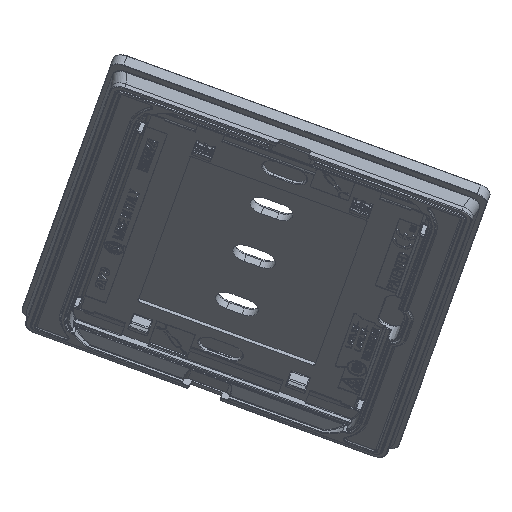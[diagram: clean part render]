
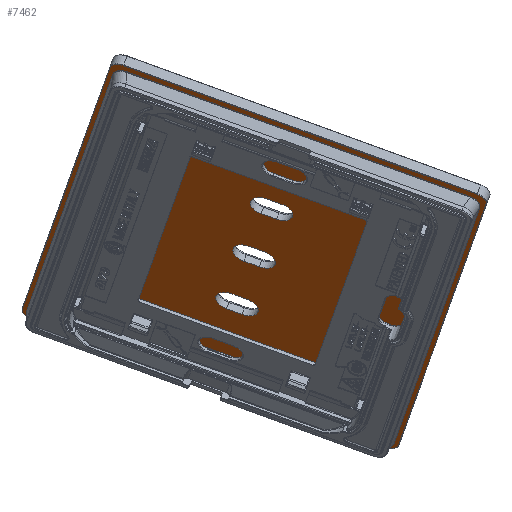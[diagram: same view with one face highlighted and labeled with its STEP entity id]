
A CAD part, left-side view. The second image highlights one B-rep face of the part: STEP entity #7462.
In plain terms, the highlighted face is planar.
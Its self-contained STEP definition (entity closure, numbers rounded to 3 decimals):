
#7289=CARTESIAN_POINT('Axis2P3D Location',(0.,0.,0.)) ;
#7294=CARTESIAN_POINT('Line Origine',(0.,48.9,0.)) ;
#7298=CARTESIAN_POINT('Vertex',(-57.,48.9,0.)) ;
#7300=CARTESIAN_POINT('Vertex',(57.,48.9,0.)) ;
#7303=CARTESIAN_POINT('Axis2P3D Location',(57.,46.,0.)) ;
#7307=CARTESIAN_POINT('Vertex',(59.9,46.,0.)) ;
#7310=CARTESIAN_POINT('Line Origine',(59.9,0.,0.)) ;
#7314=CARTESIAN_POINT('Vertex',(59.9,-46.,0.)) ;
#7317=CARTESIAN_POINT('Axis2P3D Location',(57.,-46.,0.)) ;
#7321=CARTESIAN_POINT('Vertex',(57.,-48.9,0.)) ;
#7324=CARTESIAN_POINT('Line Origine',(0.,-48.9,0.)) ;
#7328=CARTESIAN_POINT('Vertex',(-57.,-48.9,0.)) ;
#7331=CARTESIAN_POINT('Axis2P3D Location',(-57.,-46.,0.)) ;
#7335=CARTESIAN_POINT('Vertex',(-59.9,-46.,0.)) ;
#7338=CARTESIAN_POINT('Line Origine',(-59.9,0.,0.)) ;
#7342=CARTESIAN_POINT('Vertex',(-59.9,46.,0.)) ;
#7345=CARTESIAN_POINT('Axis2P3D Location',(-57.,46.,0.)) ;
#7360=CARTESIAN_POINT('Line Origine',(26.,0.,0.)) ;
#7364=CARTESIAN_POINT('Vertex',(26.,2.,0.)) ;
#7366=CARTESIAN_POINT('Vertex',(26.,-2.,0.)) ;
#7369=CARTESIAN_POINT('Axis2P3D Location',(22.5,2.,0.)) ;
#7373=CARTESIAN_POINT('Vertex',(19.,2.,0.)) ;
#7376=CARTESIAN_POINT('Line Origine',(19.,0.,0.)) ;
#7380=CARTESIAN_POINT('Vertex',(19.,-2.,0.)) ;
#7383=CARTESIAN_POINT('Axis2P3D Location',(22.5,-2.,0.)) ;
#7394=CARTESIAN_POINT('Line Origine',(3.5,0.,0.)) ;
#7398=CARTESIAN_POINT('Vertex',(3.5,2.,0.)) ;
#7400=CARTESIAN_POINT('Vertex',(3.5,-2.,0.)) ;
#7403=CARTESIAN_POINT('Axis2P3D Location',(0.,2.,0.)) ;
#7407=CARTESIAN_POINT('Vertex',(-3.5,2.,0.)) ;
#7410=CARTESIAN_POINT('Line Origine',(-3.5,0.,0.)) ;
#7414=CARTESIAN_POINT('Vertex',(-3.5,-2.,0.)) ;
#7417=CARTESIAN_POINT('Axis2P3D Location',(0.,-2.,0.)) ;
#7428=CARTESIAN_POINT('Line Origine',(-19.,0.,0.)) ;
#7432=CARTESIAN_POINT('Vertex',(-19.,2.,0.)) ;
#7434=CARTESIAN_POINT('Vertex',(-19.,-2.,0.)) ;
#7437=CARTESIAN_POINT('Axis2P3D Location',(-22.5,2.,0.)) ;
#7441=CARTESIAN_POINT('Vertex',(-26.,2.,0.)) ;
#7444=CARTESIAN_POINT('Line Origine',(-26.,0.,0.)) ;
#7448=CARTESIAN_POINT('Vertex',(-26.,-2.,0.)) ;
#7451=CARTESIAN_POINT('Axis2P3D Location',(-22.5,-2.,0.)) ;
#7290=DIRECTION('Axis2P3D Direction',(-0.,0.,1.)) ;
#7291=DIRECTION('Axis2P3D XDirection',(0.,-1.,0.)) ;
#7295=DIRECTION('Vector Direction',(1.,0.,0.)) ;
#7304=DIRECTION('Axis2P3D Direction',(-0.,0.,1.)) ;
#7311=DIRECTION('Vector Direction',(0.,-1.,0.)) ;
#7318=DIRECTION('Axis2P3D Direction',(-0.,0.,1.)) ;
#7325=DIRECTION('Vector Direction',(1.,0.,0.)) ;
#7332=DIRECTION('Axis2P3D Direction',(-0.,0.,1.)) ;
#7339=DIRECTION('Vector Direction',(0.,-1.,0.)) ;
#7346=DIRECTION('Axis2P3D Direction',(-0.,0.,1.)) ;
#7361=DIRECTION('Vector Direction',(0.,-1.,0.)) ;
#7370=DIRECTION('Axis2P3D Direction',(-0.,0.,1.)) ;
#7377=DIRECTION('Vector Direction',(0.,1.,0.)) ;
#7384=DIRECTION('Axis2P3D Direction',(-0.,0.,1.)) ;
#7395=DIRECTION('Vector Direction',(0.,-1.,0.)) ;
#7404=DIRECTION('Axis2P3D Direction',(-0.,0.,1.)) ;
#7411=DIRECTION('Vector Direction',(0.,1.,0.)) ;
#7418=DIRECTION('Axis2P3D Direction',(-0.,0.,1.)) ;
#7429=DIRECTION('Vector Direction',(0.,-1.,0.)) ;
#7438=DIRECTION('Axis2P3D Direction',(-0.,0.,1.)) ;
#7445=DIRECTION('Vector Direction',(0.,1.,0.)) ;
#7452=DIRECTION('Axis2P3D Direction',(-0.,0.,1.)) ;
#7292=AXIS2_PLACEMENT_3D('Plane Axis2P3D',#7289,#7290,#7291) ;
#7305=AXIS2_PLACEMENT_3D('Circle Axis2P3D',#7303,#7304,$) ;
#7319=AXIS2_PLACEMENT_3D('Circle Axis2P3D',#7317,#7318,$) ;
#7333=AXIS2_PLACEMENT_3D('Circle Axis2P3D',#7331,#7332,$) ;
#7347=AXIS2_PLACEMENT_3D('Circle Axis2P3D',#7345,#7346,$) ;
#7371=AXIS2_PLACEMENT_3D('Circle Axis2P3D',#7369,#7370,$) ;
#7385=AXIS2_PLACEMENT_3D('Circle Axis2P3D',#7383,#7384,$) ;
#7405=AXIS2_PLACEMENT_3D('Circle Axis2P3D',#7403,#7404,$) ;
#7419=AXIS2_PLACEMENT_3D('Circle Axis2P3D',#7417,#7418,$) ;
#7439=AXIS2_PLACEMENT_3D('Circle Axis2P3D',#7437,#7438,$) ;
#7453=AXIS2_PLACEMENT_3D('Circle Axis2P3D',#7451,#7452,$) ;
#7351=ORIENTED_EDGE('',*,*,#7302,.T.) ;
#7352=ORIENTED_EDGE('',*,*,#7309,.T.) ;
#7353=ORIENTED_EDGE('',*,*,#7316,.T.) ;
#7354=ORIENTED_EDGE('',*,*,#7323,.T.) ;
#7355=ORIENTED_EDGE('',*,*,#7330,.T.) ;
#7356=ORIENTED_EDGE('',*,*,#7337,.T.) ;
#7357=ORIENTED_EDGE('',*,*,#7344,.T.) ;
#7358=ORIENTED_EDGE('',*,*,#7349,.T.) ;
#7389=ORIENTED_EDGE('',*,*,#7368,.F.) ;
#7390=ORIENTED_EDGE('',*,*,#7375,.T.) ;
#7391=ORIENTED_EDGE('',*,*,#7382,.F.) ;
#7392=ORIENTED_EDGE('',*,*,#7387,.T.) ;
#7423=ORIENTED_EDGE('',*,*,#7402,.F.) ;
#7424=ORIENTED_EDGE('',*,*,#7409,.T.) ;
#7425=ORIENTED_EDGE('',*,*,#7416,.F.) ;
#7426=ORIENTED_EDGE('',*,*,#7421,.T.) ;
#7457=ORIENTED_EDGE('',*,*,#7436,.F.) ;
#7458=ORIENTED_EDGE('',*,*,#7443,.T.) ;
#7459=ORIENTED_EDGE('',*,*,#7450,.F.) ;
#7460=ORIENTED_EDGE('',*,*,#7455,.T.) ;
#7393=FACE_BOUND('',#7388,.T.) ;
#7427=FACE_BOUND('',#7422,.T.) ;
#7461=FACE_BOUND('',#7456,.T.) ;
#7296=VECTOR('Line Direction',#7295,1.) ;
#7312=VECTOR('Line Direction',#7311,1.) ;
#7326=VECTOR('Line Direction',#7325,1.) ;
#7340=VECTOR('Line Direction',#7339,1.) ;
#7362=VECTOR('Line Direction',#7361,1.) ;
#7378=VECTOR('Line Direction',#7377,1.) ;
#7396=VECTOR('Line Direction',#7395,1.) ;
#7412=VECTOR('Line Direction',#7411,1.) ;
#7430=VECTOR('Line Direction',#7429,1.) ;
#7446=VECTOR('Line Direction',#7445,1.) ;
#7462=ADVANCED_FACE('PartBody',(#7359,#7393,#7427,#7461),#7293,.F.) ;
#7306=CIRCLE('generated circle',#7305,2.9) ;
#7320=CIRCLE('generated circle',#7319,2.9) ;
#7334=CIRCLE('generated circle',#7333,2.9) ;
#7348=CIRCLE('generated circle',#7347,2.9) ;
#7372=CIRCLE('generated circle',#7371,3.5) ;
#7386=CIRCLE('generated circle',#7385,3.5) ;
#7406=CIRCLE('generated circle',#7405,3.5) ;
#7420=CIRCLE('generated circle',#7419,3.5) ;
#7440=CIRCLE('generated circle',#7439,3.5) ;
#7454=CIRCLE('generated circle',#7453,3.5) ;
#7302=EDGE_CURVE('',#7299,#7301,#7297,.T.) ;
#7309=EDGE_CURVE('',#7301,#7308,#7306,.F.) ;
#7316=EDGE_CURVE('',#7308,#7315,#7313,.T.) ;
#7323=EDGE_CURVE('',#7315,#7322,#7320,.F.) ;
#7330=EDGE_CURVE('',#7322,#7329,#7327,.F.) ;
#7337=EDGE_CURVE('',#7329,#7336,#7334,.F.) ;
#7344=EDGE_CURVE('',#7336,#7343,#7341,.F.) ;
#7349=EDGE_CURVE('',#7343,#7299,#7348,.F.) ;
#7368=EDGE_CURVE('',#7365,#7367,#7363,.T.) ;
#7375=EDGE_CURVE('',#7365,#7374,#7372,.T.) ;
#7382=EDGE_CURVE('',#7381,#7374,#7379,.T.) ;
#7387=EDGE_CURVE('',#7381,#7367,#7386,.T.) ;
#7402=EDGE_CURVE('',#7399,#7401,#7397,.T.) ;
#7409=EDGE_CURVE('',#7399,#7408,#7406,.T.) ;
#7416=EDGE_CURVE('',#7415,#7408,#7413,.T.) ;
#7421=EDGE_CURVE('',#7415,#7401,#7420,.T.) ;
#7436=EDGE_CURVE('',#7433,#7435,#7431,.T.) ;
#7443=EDGE_CURVE('',#7433,#7442,#7440,.T.) ;
#7450=EDGE_CURVE('',#7449,#7442,#7447,.T.) ;
#7455=EDGE_CURVE('',#7449,#7435,#7454,.T.) ;
#7350=EDGE_LOOP('',(#7351,#7352,#7353,#7354,#7355,#7356,#7357,#7358)) ;
#7388=EDGE_LOOP('',(#7389,#7390,#7391,#7392)) ;
#7422=EDGE_LOOP('',(#7423,#7424,#7425,#7426)) ;
#7456=EDGE_LOOP('',(#7457,#7458,#7459,#7460)) ;
#7359=FACE_OUTER_BOUND('',#7350,.T.) ;
#7297=LINE('Line',#7294,#7296) ;
#7313=LINE('Line',#7310,#7312) ;
#7327=LINE('Line',#7324,#7326) ;
#7341=LINE('Line',#7338,#7340) ;
#7363=LINE('Line',#7360,#7362) ;
#7379=LINE('Line',#7376,#7378) ;
#7397=LINE('Line',#7394,#7396) ;
#7413=LINE('Line',#7410,#7412) ;
#7431=LINE('Line',#7428,#7430) ;
#7447=LINE('Line',#7444,#7446) ;
#7293=PLANE('',#7292) ;
#7299=VERTEX_POINT('',#7298) ;
#7301=VERTEX_POINT('',#7300) ;
#7308=VERTEX_POINT('',#7307) ;
#7315=VERTEX_POINT('',#7314) ;
#7322=VERTEX_POINT('',#7321) ;
#7329=VERTEX_POINT('',#7328) ;
#7336=VERTEX_POINT('',#7335) ;
#7343=VERTEX_POINT('',#7342) ;
#7365=VERTEX_POINT('',#7364) ;
#7367=VERTEX_POINT('',#7366) ;
#7374=VERTEX_POINT('',#7373) ;
#7381=VERTEX_POINT('',#7380) ;
#7399=VERTEX_POINT('',#7398) ;
#7401=VERTEX_POINT('',#7400) ;
#7408=VERTEX_POINT('',#7407) ;
#7415=VERTEX_POINT('',#7414) ;
#7433=VERTEX_POINT('',#7432) ;
#7435=VERTEX_POINT('',#7434) ;
#7442=VERTEX_POINT('',#7441) ;
#7449=VERTEX_POINT('',#7448) ;
